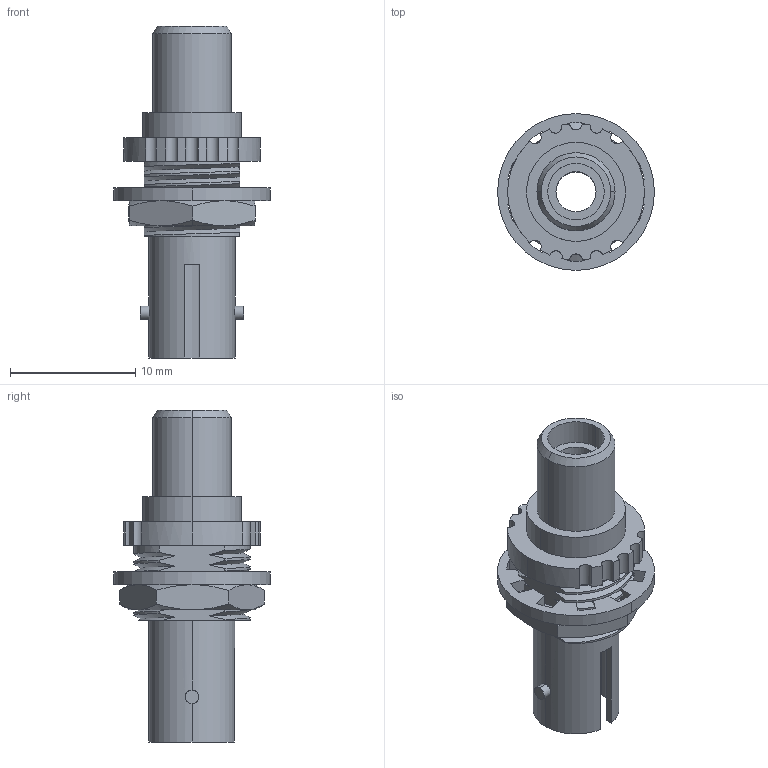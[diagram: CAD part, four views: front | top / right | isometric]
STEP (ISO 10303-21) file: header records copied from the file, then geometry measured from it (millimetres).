
FILE_DESCRIPTION (( 'STEP AP214' ), '1' );
FILE_NAME ('151-ST-SMA-AIR.STEP', '2017-11-22T12:54:12', ( 'allectra' ), ( 'Microsoft' ), 'SwSTEP 2.0', 'SolidWorks 2014', '' );
FILE_SCHEMA (( 'AUTOMOTIVE_DESIGN' ));
Length unit declared in the file: millimetre
Products named in the file (2): 151-ST-SMA-AIR
Bounding box: 12.5 x 12.5 x 26.47 mm (x, y, z)
Volume: 956.4 mm3; surface area: 1665.1 mm2
Topology: 4 solids, 4 shells, 184 faces, 491 edges, 319 vertices
Faces by surface type: cylinder 87, plane 48, bspline 30, cone 19
Entity records: 15186 total; most frequent: CARTESIAN_POINT 8913, ORIENTED_EDGE 982, DIRECTION 721, EDGE_CURVE 491, VERTEX_POINT 319, AXIS2_PLACEMENT_3D 263, EDGE_LOOP 196, VECTOR 195
